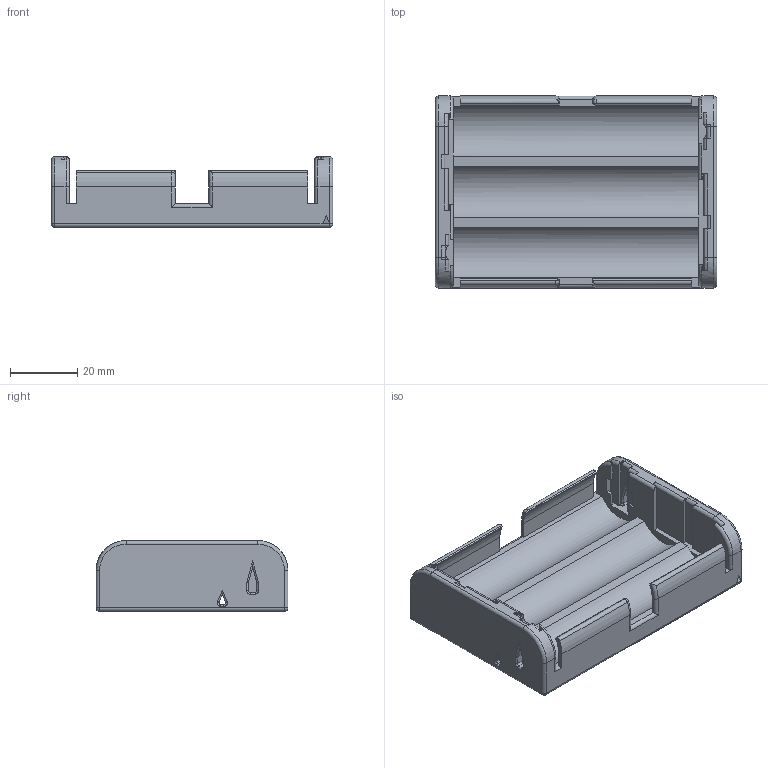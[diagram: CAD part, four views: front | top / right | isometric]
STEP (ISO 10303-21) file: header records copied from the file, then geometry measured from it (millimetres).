
FILE_DESCRIPTION(/* description */ ('STEP AP242','CAx-IF Rec.Pracs.---Representation and Presentation of Product Manufacturing Information (PMI)---4.0---2014-10-13','CAx-IF Rec.Pracs.---3D Tessellated Geometry---0.4---2014-09-14','2;1'),/* implementation_level */ '2;1');
FILE_NAME(/* name */ '649fb8a2a459330a1606814e',/* time_stamp */ '2023-07-01T05:24:50Z',/* author */ (''),/* organization */ (''),/* preprocessor_version */ 'ST-DEVELOPER v19.4',/* originating_system */ ' ',/* authorisation */ ' ');
FILE_SCHEMA (('AP242_MANAGED_MODEL_BASED_3D_ENGINEERING_MIM_LF { 1 0 10303 442 1 1 4 }'));
Length unit declared in the file: metre
Products named in the file (1): Part 1
Bounding box: 83.6 x 57 x 21 mm (x, y, z)
Volume: 31613.5 mm3; surface area: 19451.4 mm2
Topology: 1 solids, 1 shells, 232 faces, 629 edges, 387 vertices
Faces by surface type: plane 113, cylinder 83, torus 30, sphere 6
Entity records: 7266 total; most frequent: CARTESIAN_POINT 1341, DIRECTION 1256, ORIENTED_EDGE 1246, EDGE_CURVE 623, AXIS2_PLACEMENT_3D 428, LINE 400, VECTOR 400, VERTEX_POINT 387
